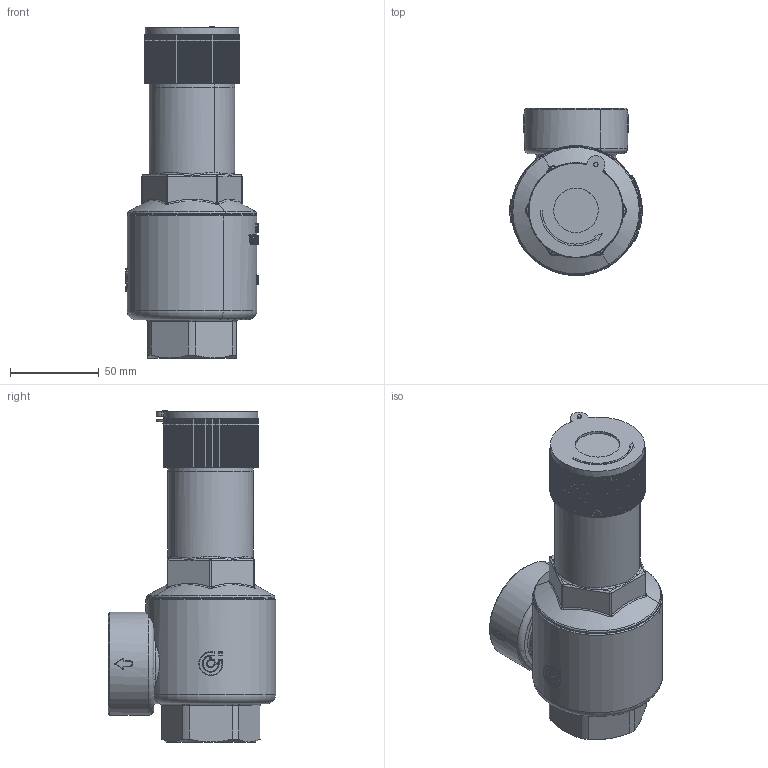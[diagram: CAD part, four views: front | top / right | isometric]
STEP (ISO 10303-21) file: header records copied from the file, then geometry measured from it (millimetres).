
FILE_DESCRIPTION(('CATIA V5 STEP Exchange','CAx-IF Rec.Pracs.--- Model Styling and Organization---1.4--- 2014-01-23','CAx-IF Rec.Pracs.---3D Tessellated Data Validation Properties---0.5---2014-09-14'),'2;1');
FILE_NAME('STEP_513725_-_TST.stp','2022-04-04T09:01:18+00:00',('none'),('none'),'CATIA Version 5-6 Release 2019 SP3','CATIA V5 STEP AP242 v1','none');
FILE_SCHEMA(('AP242_MANAGED_MODEL_BASED_3D_ENGINEERING_MIM_LF {1 0 10303 442 1 1 4}'));
Products named in the file (1): 513725 - TST
Bounding box: 74.4 x 93.99 x 186.53 mm (x, y, z)
Volume: 571172.5 mm3; surface area: 49776.4 mm2
Topology: 1 solids, 1 shells, 1587 faces, 3873 edges, 2178 vertices
Faces by surface type: bspline 706, cylinder 563, sphere 156, plane 109, torus 39, cone 14
Entity records: 76330 total; most frequent: CARTESIAN_POINT 47224, ORIENTED_EDGE 7450, EDGE_CURVE 3725, DIRECTION 3223, VERTEX_POINT 2178, AXIS2_PLACEMENT_3D 1840, B_SPLINE_CURVE_WITH_KNOTS 1772, EDGE_LOOP 1627
